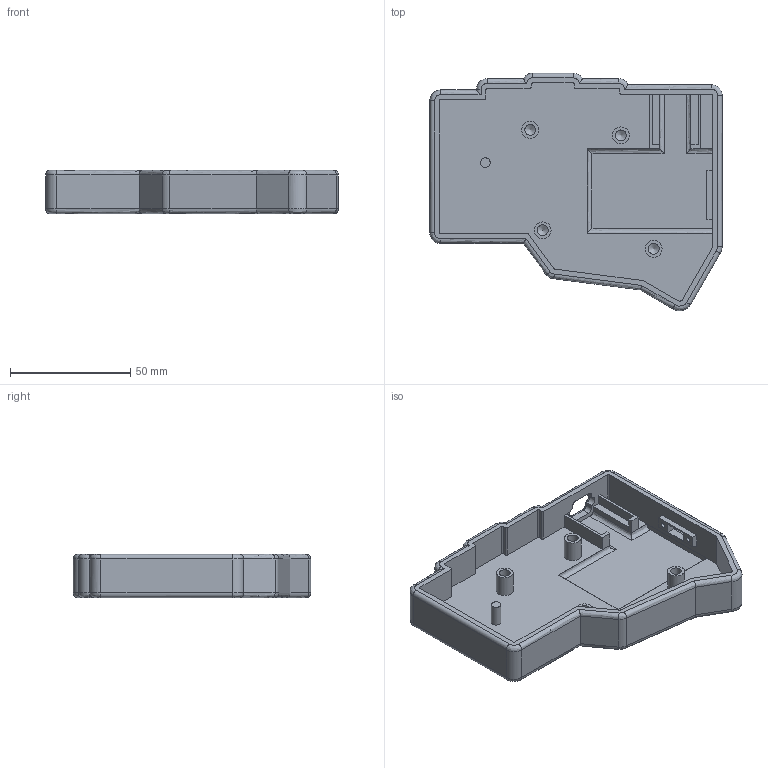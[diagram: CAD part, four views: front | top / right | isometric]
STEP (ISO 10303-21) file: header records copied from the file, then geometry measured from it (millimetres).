
FILE_DESCRIPTION(/* description */ ('STEP AP242','CAx-IF Rec.Pracs.---Representation and Presentation of Product Manufacturing Information (PMI)---4.0---2014-10-13','CAx-IF Rec.Pracs.---3D Tessellated Geometry---0.4---2014-09-14','2;1'),/* implementation_level */ '2;1');
FILE_NAME(/* name */ '6803d1bdc7d200366b857d40',/* time_stamp */ '2025-04-19T16:39:26Z',/* author */ (''),/* organization */ (''),/* preprocessor_version */ 'ST-DEVELOPER v20',/* originating_system */ 'ONSHAPE BY PTC INC, 1.196',/* authorisation */ ' ');
FILE_SCHEMA (('AP242_MANAGED_MODEL_BASED_3D_ENGINEERING_MIM_LF { 1 0 10303 442 1 1 4 }'));
Length unit declared in the file: metre
Products named in the file (1): enclosure_base
Bounding box: 121.46 x 98.68 x 18 mm (x, y, z)
Volume: 56578.4 mm3; surface area: 33414.3 mm2
Topology: 1 solids, 1 shells, 190 faces, 478 edges, 297 vertices
Faces by surface type: bspline 82, plane 73, cylinder 29, cone 6
Full cylindrical faces by diameter (mm): 2 x2, 4 x1, 4.5 x4, 7 x4
Entity records: 6902 total; most frequent: CARTESIAN_POINT 3127, ORIENTED_EDGE 898, DIRECTION 500, EDGE_CURVE 449, VERTEX_POINT 291, FACE_BOUND 224, B_SPLINE_CURVE_WITH_KNOTS 223, EDGE_LOOP 218
